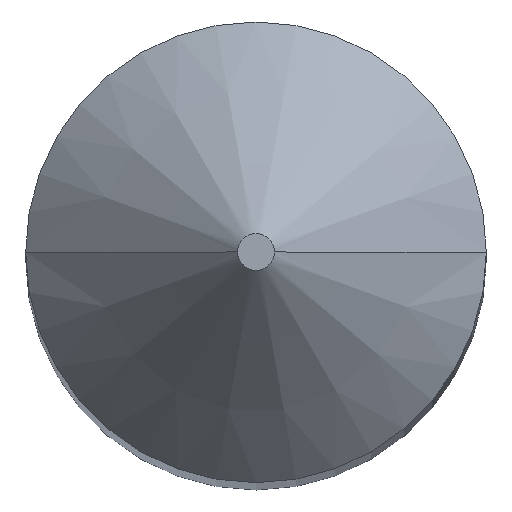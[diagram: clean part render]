
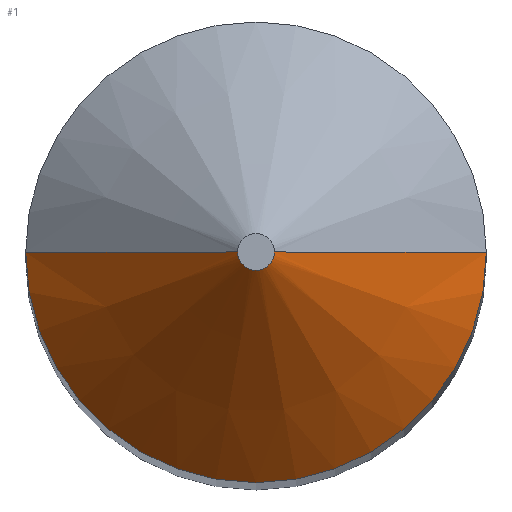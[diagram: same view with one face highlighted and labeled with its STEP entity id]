
A CAD part, top view. The second image highlights one B-rep face of the part: STEP entity #1.
In plain terms, the highlighted conical face has half-angle 45 degrees and reference radius 0.254 mm.
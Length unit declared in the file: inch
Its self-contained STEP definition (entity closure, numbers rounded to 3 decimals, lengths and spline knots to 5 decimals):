
#1 = ADVANCED_FACE ( 'NONE', ( #21 ), #210, .T. ) ;
#4 = DIRECTION ( 'NONE',  ( 0., 0., -1. ) ) ;
#6 = DIRECTION ( 'NONE',  ( -1., 0., 0. ) ) ;
#17 = CIRCLE ( 'NONE', #239, 0.01 ) ;
#20 = DIRECTION ( 'NONE',  ( 0., 0., -1. ) ) ;
#21 = FACE_OUTER_BOUND ( 'NONE', #89, .T. ) ;
#23 = CARTESIAN_POINT ( 'NONE',  ( 0., 0., 2.5 ) ) ;
#25 = CARTESIAN_POINT ( 'NONE',  ( -0.125, 0., 2.385 ) ) ;
#31 = VECTOR ( 'NONE', #236, 39.37008 ) ;
#34 = EDGE_CURVE ( 'NONE', #231, #113, #216, .T. ) ;
#35 = ORIENTED_EDGE ( 'NONE', *, *, #124, .T. ) ;
#41 = ORIENTED_EDGE ( 'NONE', *, *, #207, .T. ) ;
#46 = LINE ( 'NONE', #83, #228 ) ;
#64 = CARTESIAN_POINT ( 'NONE',  ( 0.01, 0., 2.5 ) ) ;
#65 = CIRCLE ( 'NONE', #86, 0.125 ) ;
#70 = VERTEX_POINT ( 'NONE', #77 ) ;
#73 = CARTESIAN_POINT ( 'NONE',  ( 0.01, 0., 2.5 ) ) ;
#77 = CARTESIAN_POINT ( 'NONE',  ( -0.01, 0., 2.5 ) ) ;
#83 = CARTESIAN_POINT ( 'NONE',  ( -0.01, 0., 2.5 ) ) ;
#86 = AXIS2_PLACEMENT_3D ( 'NONE', #94, #20, #6 ) ;
#89 = EDGE_LOOP ( 'NONE', ( #35, #41, #128, #165 ) ) ;
#94 = CARTESIAN_POINT ( 'NONE',  ( 0., 0., 2.385 ) ) ;
#98 = CARTESIAN_POINT ( 'NONE',  ( 0., 0., 2.5 ) ) ;
#113 = VERTEX_POINT ( 'NONE', #217 ) ;
#124 = EDGE_CURVE ( 'NONE', #231, #70, #17, .T. ) ;
#128 = ORIENTED_EDGE ( 'NONE', *, *, #140, .F. ) ;
#132 = DIRECTION ( 'NONE',  ( -1., 0., 0. ) ) ;
#140 = EDGE_CURVE ( 'NONE', #113, #172, #65, .T. ) ;
#149 = DIRECTION ( 'NONE',  ( 1., 0., 0. ) ) ;
#165 = ORIENTED_EDGE ( 'NONE', *, *, #34, .F. ) ;
#172 = VERTEX_POINT ( 'NONE', #25 ) ;
#175 = AXIS2_PLACEMENT_3D ( 'NONE', #98, #4, #149 ) ;
#199 = DIRECTION ( 'NONE',  ( 0., 0., -1. ) ) ;
#207 = EDGE_CURVE ( 'NONE', #70, #172, #46, .T. ) ;
#210 = CONICAL_SURFACE ( 'NONE', #175, 0.01, 0.785 ) ;
#216 = LINE ( 'NONE', #73, #31 ) ;
#217 = CARTESIAN_POINT ( 'NONE',  ( 0.125, 0., 2.385 ) ) ;
#227 = DIRECTION ( 'NONE',  ( -0.707, 0., -0.707 ) ) ;
#228 = VECTOR ( 'NONE', #227, 39.37008 ) ;
#231 = VERTEX_POINT ( 'NONE', #64 ) ;
#236 = DIRECTION ( 'NONE',  ( 0.707, 0., -0.707 ) ) ;
#239 = AXIS2_PLACEMENT_3D ( 'NONE', #23, #199, #132 ) ;
